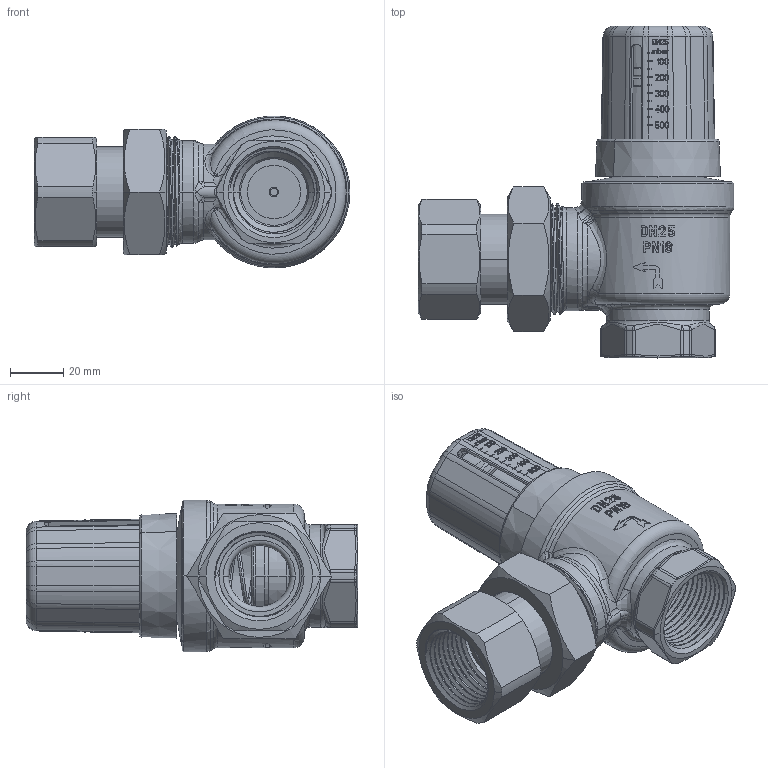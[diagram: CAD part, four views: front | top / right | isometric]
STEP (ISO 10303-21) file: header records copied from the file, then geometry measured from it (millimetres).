
FILE_DESCRIPTION((''),'2;1');
FILE_NAME('5503-04-000-GEWINDE_SW0002','2014-09-17T',('marann'),(''),'PRO/ENGINEER BY PARAMETRIC TECHNOLOGY CORPORATION, 2011490','PRO/ENGINEER BY PARAMETRIC TECHNOLOGY CORPORATION, 2011490','');
FILE_SCHEMA(('CONFIG_CONTROL_DESIGN'));
Length unit declared in the file: millimetre
Products named in the file (1): 5503-04-000-GEWINDE_SW0002
Bounding box: 118.5 x 124.5 x 57 mm (x, y, z)
Volume: 132051.6 mm3; surface area: 90800.5 mm2
Topology: 2 solids, 3 shells, 4109 faces, 11433 edges, 7455 vertices
Faces by surface type: plane 2410, bspline 917, cylinder 481, cone 148, torus 111, sphere 38, revolution 4
Entity records: 182293 total; most frequent: CARTESIAN_POINT 84152, ORIENTED_EDGE 22842, DIRECTION 16334, EDGE_CURVE 11421, VECTOR 7502, LINE 7502, VERTEX_POINT 7455, AXIS2_PLACEMENT_3D 4414
